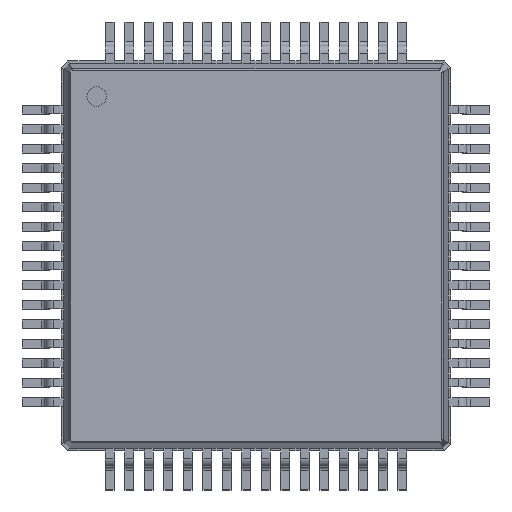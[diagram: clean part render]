
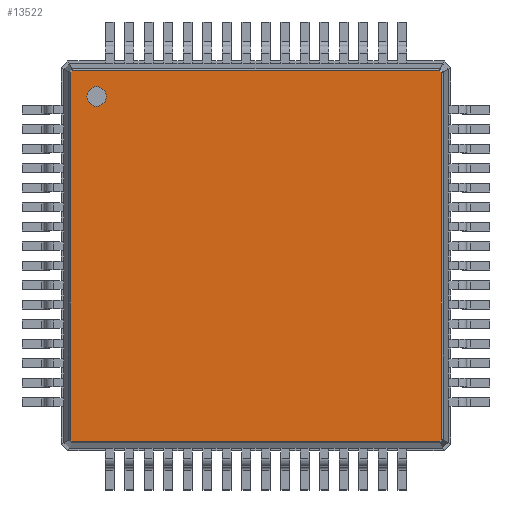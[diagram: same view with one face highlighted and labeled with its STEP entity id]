
A CAD part, top view. The second image highlights one B-rep face of the part: STEP entity #13522.
In plain terms, the highlighted planar face has unit normal (0, 0, 1).
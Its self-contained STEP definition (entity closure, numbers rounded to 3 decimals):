
#6715 = VERTEX_POINT('',#6716);
#6716 = CARTESIAN_POINT('',(-4.746,-4.702,1.5));
#7009 = EDGE_CURVE('',#6715,#7010,#7012,.T.);
#7010 = VERTEX_POINT('',#7011);
#7011 = CARTESIAN_POINT('',(-4.746,4.702,1.5));
#7012 = B_SPLINE_CURVE_WITH_KNOTS('',2,(#7013,#7014,#7015,#7016,#7017),
.UNSPECIFIED.,.F.,.F.,(3,1,1,3),(-0.503,-0.04,
9.477,9.939),.UNSPECIFIED.);
#7013 = CARTESIAN_POINT('',(-4.746,-5.221,1.5));
#7014 = CARTESIAN_POINT('',(-4.746,-4.99,1.5));
#7015 = CARTESIAN_POINT('',(-4.746,0.,1.5));
#7016 = CARTESIAN_POINT('',(-4.746,4.99,1.5));
#7017 = CARTESIAN_POINT('',(-4.746,5.221,1.5));
#12879 = EDGE_CURVE('',#7010,#12880,#12882,.T.);
#12880 = VERTEX_POINT('',#12881);
#12881 = CARTESIAN_POINT('',(-4.702,4.746,1.5));
#12882 = B_SPLINE_CURVE_WITH_KNOTS('',2,(#12883,#12884,#12885,#12886,
#12887),.UNSPECIFIED.,.F.,.F.,(3,1,1,3),(-0.216,
-0.04,0.137,0.313),.UNSPECIFIED.);
#12883 = CARTESIAN_POINT('',(-4.911,4.537,1.5));
#12884 = CARTESIAN_POINT('',(-4.849,4.6,1.5));
#12885 = CARTESIAN_POINT('',(-4.724,4.724,1.5));
#12886 = CARTESIAN_POINT('',(-4.6,4.849,1.5));
#12887 = CARTESIAN_POINT('',(-4.537,4.911,1.5));
#13203 = VERTEX_POINT('',#13204);
#13204 = CARTESIAN_POINT('',(-4.702,-4.746,1.5));
#13497 = EDGE_CURVE('',#13203,#6715,#13498,.T.);
#13498 = B_SPLINE_CURVE_WITH_KNOTS('',2,(#13499,#13500,#13501,#13502,
#13503),.UNSPECIFIED.,.F.,.F.,(3,1,1,3),(-0.216,
-0.04,0.137,0.313),.UNSPECIFIED.);
#13499 = CARTESIAN_POINT('',(-4.537,-4.911,1.5));
#13500 = CARTESIAN_POINT('',(-4.6,-4.849,1.5));
#13501 = CARTESIAN_POINT('',(-4.724,-4.724,1.5));
#13502 = CARTESIAN_POINT('',(-4.849,-4.6,1.5));
#13503 = CARTESIAN_POINT('',(-4.911,-4.537,1.5));
#13522 = ADVANCED_FACE('',(#13523,#13576),#13587,.T.);
#13523 = FACE_BOUND('',#13524,.T.);
#13524 = EDGE_LOOP('',(#13525,#13535,#13536,#13537,#13538,#13548,#13558,
#13568));
#13525 = ORIENTED_EDGE('',*,*,#13526,.F.);
#13526 = EDGE_CURVE('',#12880,#13527,#13529,.T.);
#13527 = VERTEX_POINT('',#13528);
#13528 = CARTESIAN_POINT('',(4.702,4.746,1.5));
#13529 = B_SPLINE_CURVE_WITH_KNOTS('',2,(#13530,#13531,#13532,#13533,
#13534),.UNSPECIFIED.,.F.,.F.,(3,1,1,3),(-0.503,
-0.04,9.477,9.939),.UNSPECIFIED.);
#13530 = CARTESIAN_POINT('',(-5.221,4.746,1.5));
#13531 = CARTESIAN_POINT('',(-4.99,4.746,1.5));
#13532 = CARTESIAN_POINT('',(0.,4.746,1.5));
#13533 = CARTESIAN_POINT('',(4.99,4.746,1.5));
#13534 = CARTESIAN_POINT('',(5.221,4.746,1.5));
#13535 = ORIENTED_EDGE('',*,*,#12879,.F.);
#13536 = ORIENTED_EDGE('',*,*,#7009,.F.);
#13537 = ORIENTED_EDGE('',*,*,#13497,.F.);
#13538 = ORIENTED_EDGE('',*,*,#13539,.F.);
#13539 = EDGE_CURVE('',#13540,#13203,#13542,.T.);
#13540 = VERTEX_POINT('',#13541);
#13541 = CARTESIAN_POINT('',(4.702,-4.746,1.5));
#13542 = B_SPLINE_CURVE_WITH_KNOTS('',2,(#13543,#13544,#13545,#13546,
#13547),.UNSPECIFIED.,.F.,.F.,(3,1,1,3),(-0.503,
-0.04,9.477,9.939),.UNSPECIFIED.);
#13543 = CARTESIAN_POINT('',(5.221,-4.746,1.5));
#13544 = CARTESIAN_POINT('',(4.99,-4.746,1.5));
#13545 = CARTESIAN_POINT('',(0.,-4.746,1.5));
#13546 = CARTESIAN_POINT('',(-4.99,-4.746,1.5));
#13547 = CARTESIAN_POINT('',(-5.221,-4.746,1.5));
#13548 = ORIENTED_EDGE('',*,*,#13549,.F.);
#13549 = EDGE_CURVE('',#13550,#13540,#13552,.T.);
#13550 = VERTEX_POINT('',#13551);
#13551 = CARTESIAN_POINT('',(4.746,-4.702,1.5));
#13552 = B_SPLINE_CURVE_WITH_KNOTS('',2,(#13553,#13554,#13555,#13556,
#13557),.UNSPECIFIED.,.F.,.F.,(3,1,1,3),(-0.216,
-0.04,0.137,0.313),.UNSPECIFIED.);
#13553 = CARTESIAN_POINT('',(4.911,-4.537,1.5));
#13554 = CARTESIAN_POINT('',(4.849,-4.6,1.5));
#13555 = CARTESIAN_POINT('',(4.724,-4.724,1.5));
#13556 = CARTESIAN_POINT('',(4.6,-4.849,1.5));
#13557 = CARTESIAN_POINT('',(4.537,-4.911,1.5));
#13558 = ORIENTED_EDGE('',*,*,#13559,.F.);
#13559 = EDGE_CURVE('',#13560,#13550,#13562,.T.);
#13560 = VERTEX_POINT('',#13561);
#13561 = CARTESIAN_POINT('',(4.746,4.702,1.5));
#13562 = B_SPLINE_CURVE_WITH_KNOTS('',2,(#13563,#13564,#13565,#13566,
#13567),.UNSPECIFIED.,.F.,.F.,(3,1,1,3),(-0.503,
-0.04,9.477,9.939),.UNSPECIFIED.);
#13563 = CARTESIAN_POINT('',(4.746,5.221,1.5));
#13564 = CARTESIAN_POINT('',(4.746,4.99,1.5));
#13565 = CARTESIAN_POINT('',(4.746,0.,1.5));
#13566 = CARTESIAN_POINT('',(4.746,-4.99,1.5));
#13567 = CARTESIAN_POINT('',(4.746,-5.221,1.5));
#13568 = ORIENTED_EDGE('',*,*,#13569,.F.);
#13569 = EDGE_CURVE('',#13527,#13560,#13570,.T.);
#13570 = B_SPLINE_CURVE_WITH_KNOTS('',2,(#13571,#13572,#13573,#13574,
#13575),.UNSPECIFIED.,.F.,.F.,(3,1,1,3),(-0.216,
-0.04,0.137,0.313),.UNSPECIFIED.);
#13571 = CARTESIAN_POINT('',(4.537,4.911,1.5));
#13572 = CARTESIAN_POINT('',(4.6,4.849,1.5));
#13573 = CARTESIAN_POINT('',(4.724,4.724,1.5));
#13574 = CARTESIAN_POINT('',(4.849,4.6,1.5));
#13575 = CARTESIAN_POINT('',(4.911,4.537,1.5));
#13576 = FACE_BOUND('',#13577,.T.);
#13577 = EDGE_LOOP('',(#13578));
#13578 = ORIENTED_EDGE('',*,*,#13579,.F.);
#13579 = EDGE_CURVE('',#13580,#13580,#13582,.T.);
#13580 = VERTEX_POINT('',#13581);
#13581 = CARTESIAN_POINT('',(-4.087,3.837,1.5));
#13582 = CIRCLE('',#13583,0.25);
#13583 = AXIS2_PLACEMENT_3D('',#13584,#13585,#13586);
#13584 = CARTESIAN_POINT('',(-4.087,4.087,1.5));
#13585 = DIRECTION('',(0.,0.,1.));
#13586 = DIRECTION('',(0.,-1.,0.));
#13587 = PLANE('',#13588);
#13588 = AXIS2_PLACEMENT_3D('',#13589,#13590,#13591);
#13589 = CARTESIAN_POINT('',(-4.718,4.787,1.5));
#13590 = DIRECTION('',(0.,0.,1.));
#13591 = DIRECTION('',(0.702,-0.712,0.));
